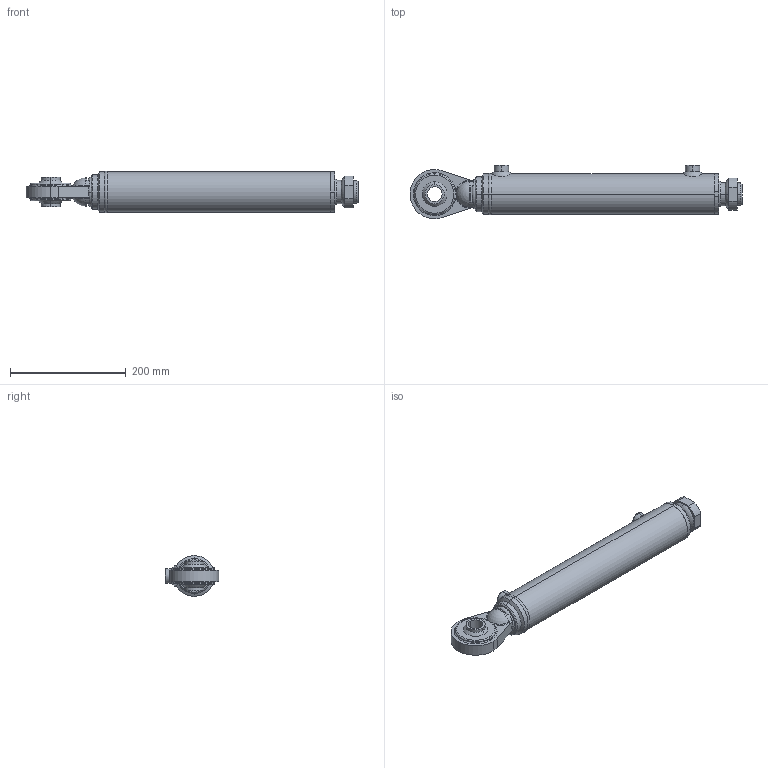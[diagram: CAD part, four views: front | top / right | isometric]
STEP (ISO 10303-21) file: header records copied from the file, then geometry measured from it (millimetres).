
FILE_DESCRIPTION (( 'STEP AP203' ), '1' );
FILE_NAME ('746.C1.STEP', '2014-09-03T07:17:03', ( '' ), ( '' ), 'SwSTEP 2.0', 'SolidWorks 2013', '' );
FILE_SCHEMA (( 'CONFIG_CONTROL_DESIGN' ));
Length unit declared in the file: millimetre
Products named in the file (1): 746.C1
Bounding box: 572.5 x 92.46 x 71.45 mm (x, y, z)
Surface area: 195578.3 mm2 (no closed solid volume)
Topology: 0 solids, 15 shells, 139 faces, 406 edges, 280 vertices
Faces by surface type: cylinder 50, plane 33, cone 25, torus 24, sphere 6, bspline 1
Entity records: 5208 total; most frequent: CARTESIAN_POINT 1478, DIRECTION 826, ORIENTED_EDGE 675, EDGE_CURVE 403, AXIS2_PLACEMENT_3D 356, VERTEX_POINT 279, CIRCLE 217, EDGE_LOOP 157
